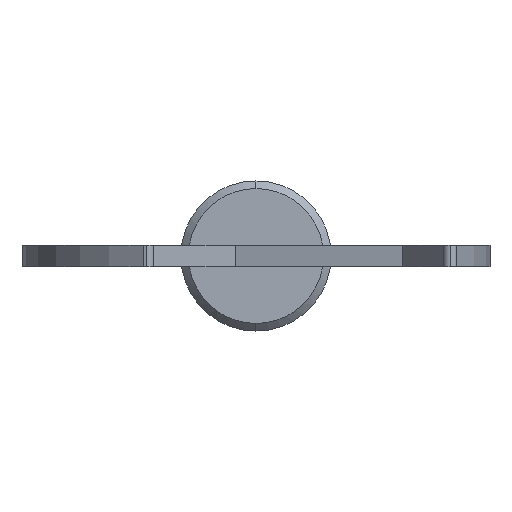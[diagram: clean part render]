
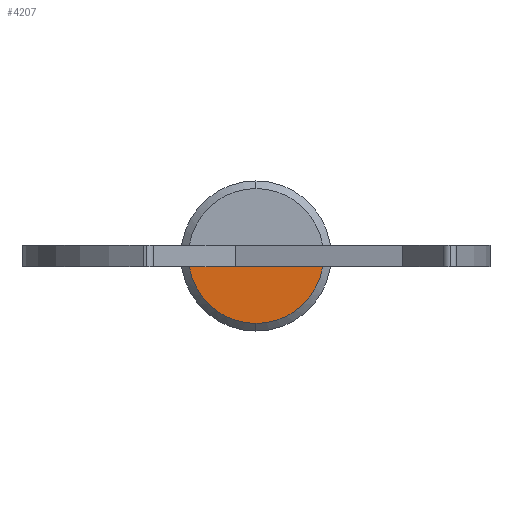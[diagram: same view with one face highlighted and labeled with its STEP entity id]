
A CAD part, left-side view. The second image highlights one B-rep face of the part: STEP entity #4207.
In plain terms, the highlighted planar face has unit normal (-1, 0, 0).
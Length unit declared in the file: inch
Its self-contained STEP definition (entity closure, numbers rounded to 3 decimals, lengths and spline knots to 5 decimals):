
#466 = AXIS2_PLACEMENT_3D ( 'NONE', #6843, #9662, #27441 ) ;
#670 = DIRECTION ( 'NONE',  ( -1., 0., 0. ) ) ;
#1989 = LINE ( 'NONE', #25276, #24466 ) ;
#2185 = EDGE_CURVE ( 'NONE', #3707, #11040, #23117, .T. ) ;
#3707 = VERTEX_POINT ( 'NONE', #22563 ) ;
#4207 = ADVANCED_FACE ( 'NONE', ( #32719 ), #32401, .F. ) ;
#4520 = AXIS2_PLACEMENT_3D ( 'NONE', #25781, #670, #20480 ) ;
#6843 = CARTESIAN_POINT ( 'NONE',  ( 0., 0., 0. ) ) ;
#7651 = EDGE_CURVE ( 'NONE', #32717, #11040, #1989, .T. ) ;
#8532 = CIRCLE ( 'NONE', #26577, 0.30875 ) ;
#9364 = CARTESIAN_POINT ( 'NONE',  ( 0., -0.30467, -0.05 ) ) ;
#9662 = DIRECTION ( 'NONE',  ( 1., 0., 0. ) ) ;
#9904 = DIRECTION ( 'NONE',  ( 0., 0., 1. ) ) ;
#11040 = VERTEX_POINT ( 'NONE', #9364 ) ;
#12122 = DIRECTION ( 'NONE',  ( 0., -1., 0. ) ) ;
#14706 = CARTESIAN_POINT ( 'NONE',  ( 0., 0., 0. ) ) ;
#17002 = EDGE_CURVE ( 'NONE', #32717, #3707, #8532, .T. ) ;
#17824 = ORIENTED_EDGE ( 'NONE', *, *, #7651, .F. ) ;
#20480 = DIRECTION ( 'NONE',  ( 0., 0., 1. ) ) ;
#22563 = CARTESIAN_POINT ( 'NONE',  ( 0., 0., -0.30875 ) ) ;
#23117 = CIRCLE ( 'NONE', #4520, 0.30875 ) ;
#24466 = VECTOR ( 'NONE', #12122, 39.37008 ) ;
#24851 = DIRECTION ( 'NONE',  ( -1., 0., 0. ) ) ;
#25110 = ORIENTED_EDGE ( 'NONE', *, *, #2185, .T. ) ;
#25276 = CARTESIAN_POINT ( 'NONE',  ( 0., 0., -0.05 ) ) ;
#25781 = CARTESIAN_POINT ( 'NONE',  ( 0., 0., 0. ) ) ;
#26007 = ORIENTED_EDGE ( 'NONE', *, *, #17002, .T. ) ;
#26577 = AXIS2_PLACEMENT_3D ( 'NONE', #14706, #24851, #9904 ) ;
#27441 = DIRECTION ( 'NONE',  ( 0., 0., -1. ) ) ;
#28679 = EDGE_LOOP ( 'NONE', ( #17824, #26007, #25110 ) ) ;
#32028 = CARTESIAN_POINT ( 'NONE',  ( 0., 0.30467, -0.05 ) ) ;
#32401 = PLANE ( 'NONE',  #466 ) ;
#32717 = VERTEX_POINT ( 'NONE', #32028 ) ;
#32719 = FACE_OUTER_BOUND ( 'NONE', #28679, .T. ) ;
